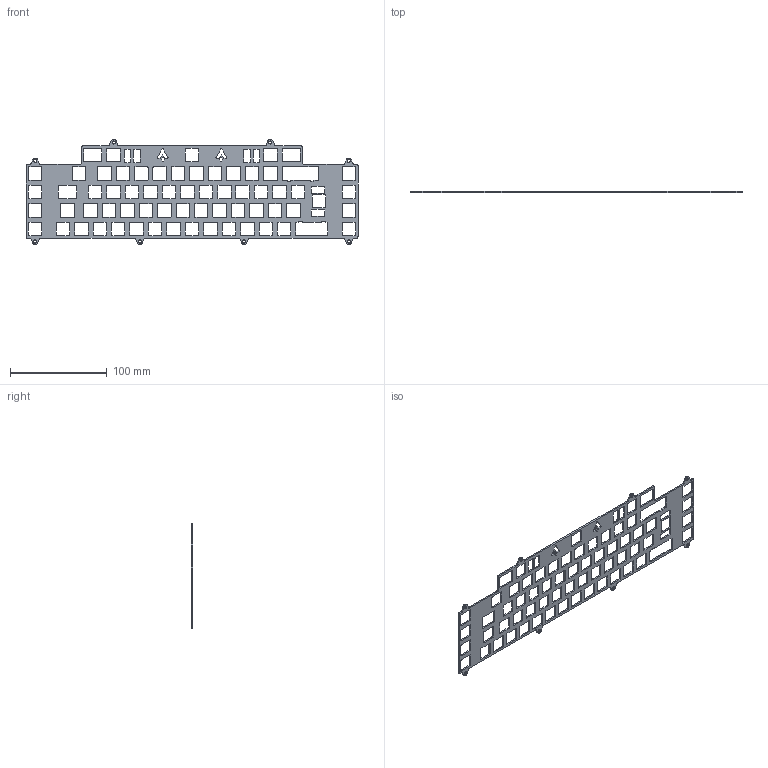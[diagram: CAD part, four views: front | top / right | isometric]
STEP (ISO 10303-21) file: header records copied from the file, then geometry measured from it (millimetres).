
FILE_DESCRIPTION (( 'STEP AP214' ), '1' );
FILE_NAME ('VKR-94_ISO_Plate.STEP', '2024-10-17T18:34:03', ( '' ), ( '' ), 'SwSTEP 2.0', 'SolidWorks 2019', '' );
FILE_SCHEMA (( 'AUTOMOTIVE_DESIGN' ));
Length unit declared in the file: millimetre
Products named in the file (1): VKR-94_ISO_Plate
Bounding box: 342.9 x 1.5 x 108.25 mm (x, y, z)
Volume: 24471.5 mm3; surface area: 40295.7 mm2
Topology: 1 solids, 1 shells, 732 faces, 2190 edges, 1460 vertices
Faces by surface type: cylinder 382, plane 350
Entity records: 25248 total; most frequent: DIRECTION 4420, CARTESIAN_POINT 4383, ORIENTED_EDGE 4380, EDGE_CURVE 2190, AXIS2_PLACEMENT_3D 1497, VERTEX_POINT 1460, LINE 1426, VECTOR 1426
